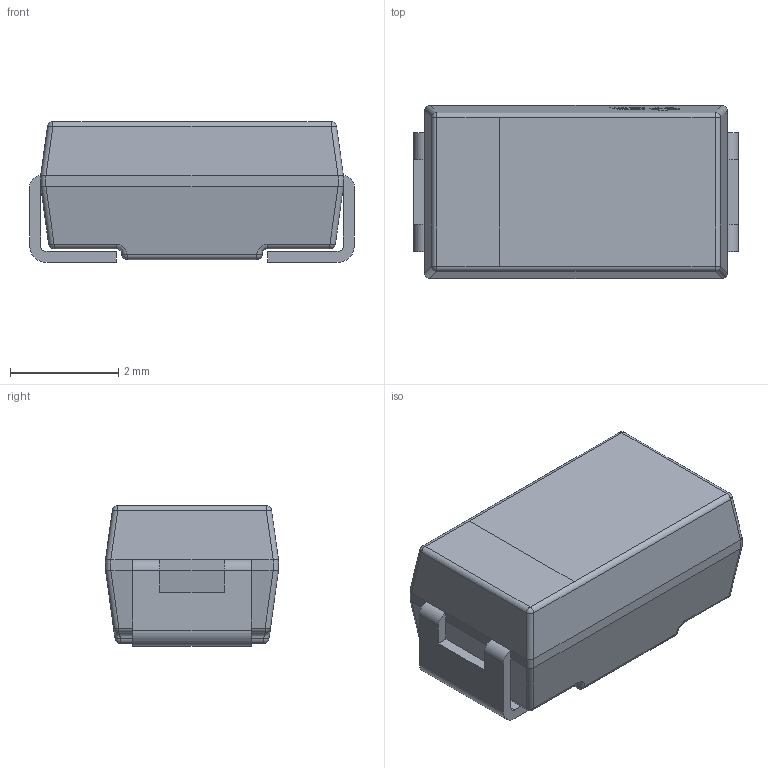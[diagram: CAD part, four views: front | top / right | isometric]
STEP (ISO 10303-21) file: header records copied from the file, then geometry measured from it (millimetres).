
FILE_DESCRIPTION (( 'STEP AP214' ), '1' );
FILE_NAME ('CAP-SMD_L6.0-W3.2-FD-A.step', '2022-07-01T06:39:02', ( '' ), ( '' ), 'SwSTEP 2.0', 'SolidWorks 2020', '' );
FILE_SCHEMA (( 'AUTOMOTIVE_DESIGN' ));
Length unit declared in the file: millimetre
Products named in the file (1): CAP-SMD_L6.0-W3.2-FD-A
Bounding box: 6 x 3.2 x 2.6 mm (x, y, z)
Volume: 43 mm3; surface area: 97.5 mm2
Topology: 1 solids, 1 shells, 317 faces, 844 edges, 544 vertices
Faces by surface type: plane 167, bspline 102, cylinder 36, sphere 12
Entity records: 11397 total; most frequent: CARTESIAN_POINT 3152, ORIENTED_EDGE 1688, DIRECTION 1100, EDGE_CURVE 844, LINE 556, VECTOR 556, VERTEX_POINT 544, EDGE_LOOP 336
